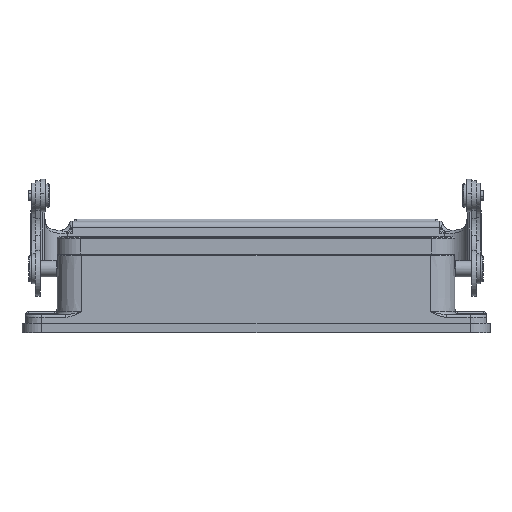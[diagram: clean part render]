
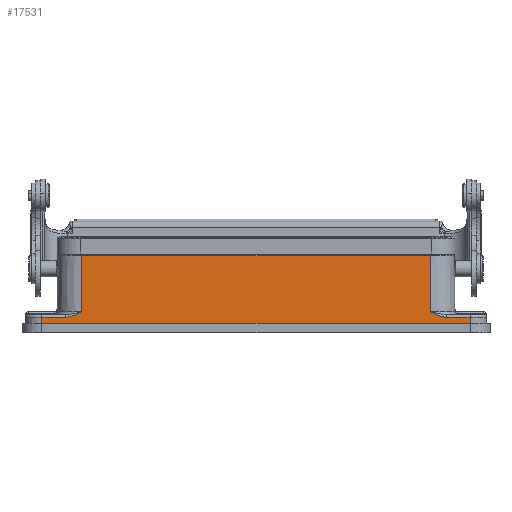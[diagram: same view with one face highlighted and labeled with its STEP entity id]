
A CAD part, front view. The second image highlights one B-rep face of the part: STEP entity #17531.
In plain terms, the highlighted planar face has unit normal (0, -1, 0.009).
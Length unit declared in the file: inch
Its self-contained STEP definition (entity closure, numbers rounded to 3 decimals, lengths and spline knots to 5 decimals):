
#311=DIRECTION('',(0.,-0.009,-1.));
#312=VECTOR('',#311,0.66576);
#313=CARTESIAN_POINT('',(0.70866,1.14049,-2.64054));
#314=LINE('',#313,#312);
#319=CARTESIAN_POINT('',(4.84252,1.13468,-3.30627));
#320=CARTESIAN_POINT('',(4.8624,1.1346,-3.31603));
#321=CARTESIAN_POINT('',(4.89819,1.13445,-3.33289));
#322=CARTESIAN_POINT('',(4.92758,1.13434,-3.34598));
#323=CARTESIAN_POINT('',(4.96976,1.13422,-3.35961));
#324=CARTESIAN_POINT('',(5.01214,1.13414,-3.3688));
#325=CARTESIAN_POINT('',(5.02814,1.13413,-3.36951));
#326=CARTESIAN_POINT('',(5.03411,1.13414,-3.36871));
#328=CARTESIAN_POINT('',(0.51708,1.13414,-3.36871));
#329=CARTESIAN_POINT('',(0.52563,1.13414,-3.36871));
#330=CARTESIAN_POINT('',(0.54255,1.13415,-3.36754));
#331=CARTESIAN_POINT('',(0.56742,1.13419,-3.36303));
#332=CARTESIAN_POINT('',(0.59196,1.13425,-3.35642));
#333=CARTESIAN_POINT('',(0.62412,1.13434,-3.34537));
#334=CARTESIAN_POINT('',(0.66299,1.13449,-3.32865));
#335=CARTESIAN_POINT('',(0.69344,1.13462,-3.31373));
#336=CARTESIAN_POINT('',(0.70866,1.13468,-3.30627));
#338=DIRECTION('',(0.,0.009,1.));
#339=VECTOR('',#338,0.66576);
#340=CARTESIAN_POINT('',(4.84252,1.13468,-3.30627));
#341=LINE('',#340,#339);
#1110=DIRECTION('',(1.,0.,0.));
#1111=VECTOR('',#1110,5.07874);
#1112=CARTESIAN_POINT('',(0.23622,1.13304,
-3.49497));
#1113=LINE('',#1112,#1111);
#1129=DIRECTION('',(0.,-0.009,-1.));
#1130=VECTOR('',#1129,0.12626);
#1131=CARTESIAN_POINT('',(0.23622,1.13414,
-3.36871));
#1132=LINE('',#1131,#1130);
#1204=DIRECTION('',(0.,0.009,1.));
#1205=VECTOR('',#1204,0.12626);
#1206=CARTESIAN_POINT('',(5.31496,1.13304,-3.49497));
#1207=LINE('',#1206,#1205);
#1223=DIRECTION('',(-1.,0.,0.));
#1224=VECTOR('',#1223,0.28085);
#1225=CARTESIAN_POINT('',(5.31496,1.13414,-3.36871));
#1226=LINE('',#1225,#1224);
#1327=DIRECTION('',(-1.,0.,0.));
#1328=VECTOR('',#1327,0.28086);
#1329=CARTESIAN_POINT('',(0.51708,1.13414,
-3.36871));
#1330=LINE('',#1329,#1328);
#11129=DIRECTION('',(-1.,0.,0.));
#11130=VECTOR('',#11129,4.13386);
#11131=CARTESIAN_POINT('',(4.84252,1.14049,
-2.64054));
#11132=LINE('',#11131,#11130);
#13960=CARTESIAN_POINT('',(0.23622,1.13304,
-3.49497));
#13961=CARTESIAN_POINT('',(5.31496,1.13304,
-3.49497));
#13962=VERTEX_POINT('',#13960);
#13963=VERTEX_POINT('',#13961);
#13964=VERTEX_POINT('',#328);
#13965=VERTEX_POINT('',#336);
#13970=CARTESIAN_POINT('',(4.84252,1.13468,
-3.30627));
#13971=CARTESIAN_POINT('',(4.84252,1.14049,
-2.64054));
#13972=VERTEX_POINT('',#13970);
#13973=VERTEX_POINT('',#13971);
#14005=CARTESIAN_POINT('',(0.70866,1.14049,
-2.64054));
#14006=VERTEX_POINT('',#14005);
#14016=CARTESIAN_POINT('',(0.23622,1.13414,
-3.36871));
#14017=VERTEX_POINT('',#14016);
#14087=CARTESIAN_POINT('',(5.31496,1.13414,
-3.36871));
#14088=VERTEX_POINT('',#14087);
#15007=CARTESIAN_POINT('',(5.03411,1.13414,
-3.36871));
#15008=VERTEX_POINT('',#15007);
#17505=CARTESIAN_POINT('',(2.77559,1.13677,
-3.06775));
#17506=DIRECTION('',(0.,1.,-0.009));
#17507=DIRECTION('',(0.,-0.009,-1.));
#17508=AXIS2_PLACEMENT_3D('',#17505,#17506,#17507);
#17509=PLANE('',#17508);
#17511=ORIENTED_EDGE('',*,*,#17510,.F.);
#17513=ORIENTED_EDGE('',*,*,#17512,.T.);
#17515=ORIENTED_EDGE('',*,*,#17514,.F.);
#17517=ORIENTED_EDGE('',*,*,#17516,.F.);
#17519=ORIENTED_EDGE('',*,*,#17518,.F.);
#17521=ORIENTED_EDGE('',*,*,#17520,.F.);
#17523=ORIENTED_EDGE('',*,*,#17522,.F.);
#17525=ORIENTED_EDGE('',*,*,#17524,.T.);
#17526=ORIENTED_EDGE('',*,*,#17495,.F.);
#17528=ORIENTED_EDGE('',*,*,#17527,.F.);
#17529=EDGE_LOOP('',(#17511,#17513,#17515,#17517,#17519,#17521,#17523,#17525,
#17526,#17528));
#17530=FACE_OUTER_BOUND('',#17529,.F.);
#327=B_SPLINE_CURVE_WITH_KNOTS('',3,(#319,#320,#321,#322,#323,#324,#325,#326),
.UNSPECIFIED.,.F.,.F.,(4,1,1,1,1,4),(0.,0.2,0.4,0.6,0.8,1.),
.UNSPECIFIED.);
#337=B_SPLINE_CURVE_WITH_KNOTS('',3,(#328,#329,#330,#331,#332,#333,#334,#335,
#336),.UNSPECIFIED.,.F.,.F.,(4,1,1,1,1,1,4),(0.,0.125,
0.25,0.375,0.5,0.75,1.),
.UNSPECIFIED.);
#17495=EDGE_CURVE('',#14006,#13965,#314,.T.);
#17510=EDGE_CURVE('',#13972,#13973,#341,.T.);
#17512=EDGE_CURVE('',#13972,#15008,#327,.T.);
#17514=EDGE_CURVE('',#14088,#15008,#1226,.T.);
#17516=EDGE_CURVE('',#13963,#14088,#1207,.T.);
#17518=EDGE_CURVE('',#13962,#13963,#1113,.T.);
#17520=EDGE_CURVE('',#14017,#13962,#1132,.T.);
#17522=EDGE_CURVE('',#13964,#14017,#1330,.T.);
#17524=EDGE_CURVE('',#13964,#13965,#337,.T.);
#17527=EDGE_CURVE('',#13973,#14006,#11132,.T.);
#17531=ADVANCED_FACE('',(#17530),#17509,.F.);
